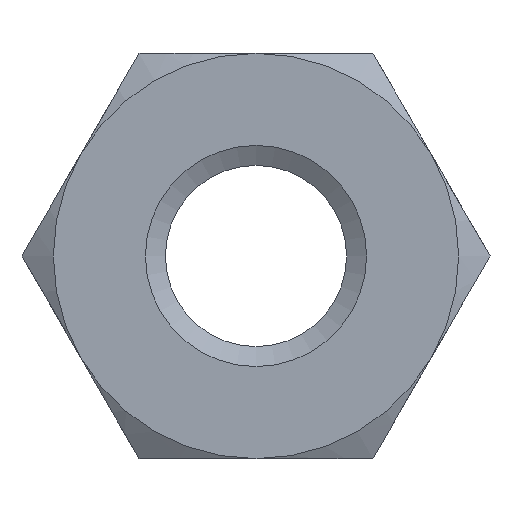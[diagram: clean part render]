
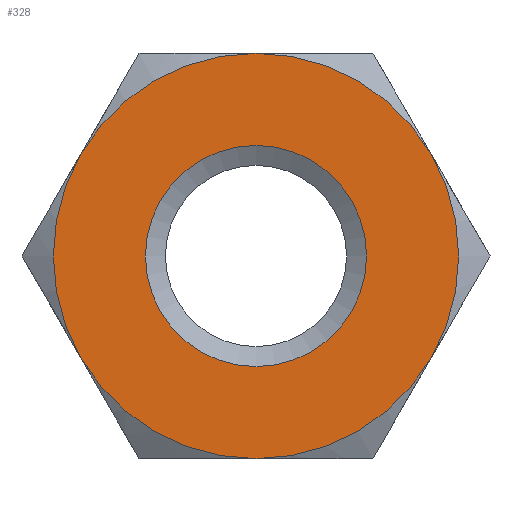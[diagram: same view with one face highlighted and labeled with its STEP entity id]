
A CAD part, left-side view. The second image highlights one B-rep face of the part: STEP entity #328.
In plain terms, the highlighted planar face has unit normal (-1, 0, 0).
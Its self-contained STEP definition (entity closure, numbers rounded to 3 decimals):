
#39=FACE_BOUND('',#76,.T.);
#41=PLANE('',#375);
#52=FACE_OUTER_BOUND('',#75,.T.);
#75=EDGE_LOOP('',(#221,#222,#223,#224,#225,#226));
#76=EDGE_LOOP('',(#227));
#116=CIRCLE('',#370,1.5);
#120=CIRCLE('',#376,2.75);
#121=CIRCLE('',#377,2.75);
#122=CIRCLE('',#378,2.75);
#123=CIRCLE('',#379,2.75);
#124=CIRCLE('',#380,2.75);
#125=CIRCLE('',#381,2.75);
#133=VERTEX_POINT('',#502);
#137=VERTEX_POINT('',#514);
#138=VERTEX_POINT('',#515);
#139=VERTEX_POINT('',#517);
#140=VERTEX_POINT('',#519);
#141=VERTEX_POINT('',#521);
#142=VERTEX_POINT('',#523);
#162=EDGE_CURVE('',#133,#133,#116,.T.);
#168=EDGE_CURVE('',#137,#138,#120,.T.);
#169=EDGE_CURVE('',#138,#139,#121,.T.);
#170=EDGE_CURVE('',#139,#140,#122,.T.);
#171=EDGE_CURVE('',#140,#141,#123,.T.);
#172=EDGE_CURVE('',#141,#142,#124,.T.);
#173=EDGE_CURVE('',#142,#137,#125,.T.);
#221=ORIENTED_EDGE('',*,*,#168,.T.);
#222=ORIENTED_EDGE('',*,*,#169,.T.);
#223=ORIENTED_EDGE('',*,*,#170,.T.);
#224=ORIENTED_EDGE('',*,*,#171,.T.);
#225=ORIENTED_EDGE('',*,*,#172,.T.);
#226=ORIENTED_EDGE('',*,*,#173,.T.);
#227=ORIENTED_EDGE('',*,*,#162,.F.);
#328=ADVANCED_FACE('',(#52,#39),#41,.F.);
#370=AXIS2_PLACEMENT_3D('',#503,#413,#414);
#375=AXIS2_PLACEMENT_3D('',#513,#425,#426);
#376=AXIS2_PLACEMENT_3D('',#516,#427,#428);
#377=AXIS2_PLACEMENT_3D('',#518,#429,#430);
#378=AXIS2_PLACEMENT_3D('',#520,#431,#432);
#379=AXIS2_PLACEMENT_3D('',#522,#433,#434);
#380=AXIS2_PLACEMENT_3D('',#524,#435,#436);
#381=AXIS2_PLACEMENT_3D('',#525,#437,#438);
#413=DIRECTION('center_axis',(-1.,0.,0.));
#414=DIRECTION('ref_axis',(0.,0.,-1.));
#425=DIRECTION('center_axis',(1.,0.,0.));
#426=DIRECTION('ref_axis',(0.,0.,-1.));
#427=DIRECTION('center_axis',(-1.,0.,0.));
#428=DIRECTION('ref_axis',(0.,1.,0.));
#429=DIRECTION('center_axis',(-1.,0.,0.));
#430=DIRECTION('ref_axis',(0.,1.,0.));
#431=DIRECTION('center_axis',(-1.,0.,0.));
#432=DIRECTION('ref_axis',(0.,1.,0.));
#433=DIRECTION('center_axis',(-1.,0.,0.));
#434=DIRECTION('ref_axis',(0.,1.,0.));
#435=DIRECTION('center_axis',(-1.,0.,0.));
#436=DIRECTION('ref_axis',(0.,1.,0.));
#437=DIRECTION('center_axis',(-1.,0.,0.));
#438=DIRECTION('ref_axis',(0.,1.,0.));
#502=CARTESIAN_POINT('',(0.,0.,1.5));
#503=CARTESIAN_POINT('Origin',(0.,0.,0.));
#513=CARTESIAN_POINT('Origin',(0.,0.,0.));
#514=CARTESIAN_POINT('',(0.,-2.382,-1.375));
#515=CARTESIAN_POINT('',(0.,-2.382,1.375));
#516=CARTESIAN_POINT('Origin',(0.,0.,0.));
#517=CARTESIAN_POINT('',(0.,0.,2.75));
#518=CARTESIAN_POINT('Origin',(0.,0.,0.));
#519=CARTESIAN_POINT('',(0.,2.382,1.375));
#520=CARTESIAN_POINT('Origin',(0.,0.,0.));
#521=CARTESIAN_POINT('',(0.,2.382,-1.375));
#522=CARTESIAN_POINT('Origin',(0.,0.,0.));
#523=CARTESIAN_POINT('',(0.,0.,-2.75));
#524=CARTESIAN_POINT('Origin',(0.,0.,0.));
#525=CARTESIAN_POINT('Origin',(0.,0.,0.));
